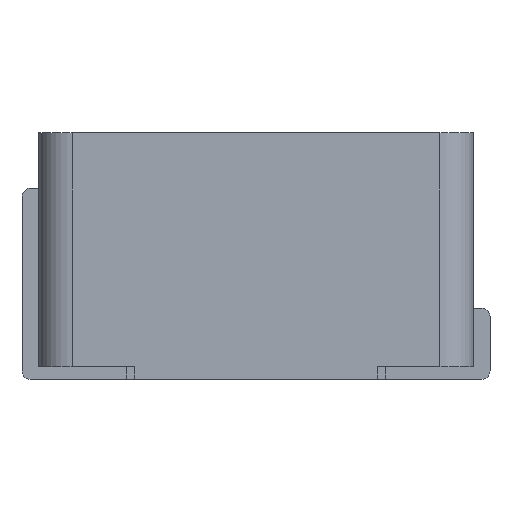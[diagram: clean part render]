
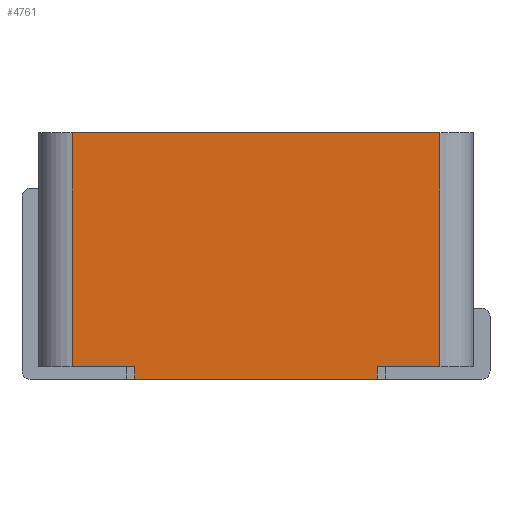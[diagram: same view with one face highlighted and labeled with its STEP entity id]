
A CAD part, left-side view. The second image highlights one B-rep face of the part: STEP entity #4761.
In plain terms, the highlighted planar face has unit normal (-1, 0, 0).
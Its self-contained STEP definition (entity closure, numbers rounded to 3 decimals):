
#55=LINE('',#6282,#408);
#115=LINE('',#7481,#468);
#116=LINE('',#7483,#469);
#117=LINE('',#7485,#470);
#118=LINE('',#7487,#471);
#119=LINE('',#7489,#472);
#120=LINE('',#7491,#473);
#121=LINE('',#7493,#474);
#408=VECTOR('',#5153,1000.);
#468=VECTOR('',#5257,1000.);
#469=VECTOR('',#5258,1000.);
#470=VECTOR('',#5259,1000.);
#471=VECTOR('',#5260,1000.);
#472=VECTOR('',#5261,1000.);
#473=VECTOR('',#5262,1000.);
#474=VECTOR('',#5263,1000.);
#987=ORIENTED_EDGE('',*,*,#1995,.T.);
#988=ORIENTED_EDGE('',*,*,#1915,.T.);
#989=ORIENTED_EDGE('',*,*,#1996,.T.);
#990=ORIENTED_EDGE('',*,*,#1997,.T.);
#991=ORIENTED_EDGE('',*,*,#1998,.T.);
#992=ORIENTED_EDGE('',*,*,#1999,.T.);
#993=ORIENTED_EDGE('',*,*,#2000,.F.);
#994=ORIENTED_EDGE('',*,*,#2001,.T.);
#1915=EDGE_CURVE('',#2429,#2428,#55,.T.);
#1995=EDGE_CURVE('',#2496,#2429,#115,.F.);
#1996=EDGE_CURVE('',#2428,#2497,#116,.T.);
#1997=EDGE_CURVE('',#2497,#2498,#117,.T.);
#1998=EDGE_CURVE('',#2498,#2499,#118,.T.);
#1999=EDGE_CURVE('',#2499,#2500,#119,.T.);
#2000=EDGE_CURVE('',#2501,#2500,#120,.T.);
#2001=EDGE_CURVE('',#2501,#2496,#121,.T.);
#2428=VERTEX_POINT('',#6281);
#2429=VERTEX_POINT('',#6283);
#2496=VERTEX_POINT('',#7482);
#2497=VERTEX_POINT('',#7484);
#2498=VERTEX_POINT('',#7486);
#2499=VERTEX_POINT('',#7488);
#2500=VERTEX_POINT('',#7490);
#2501=VERTEX_POINT('',#7492);
#2827=EDGE_LOOP('',(#987,#988,#989,#990,#991,#992,#993,#994));
#3046=FACE_BOUND('',#2827,.T.);
#3245=PLANE('',#4969);
#4761=ADVANCED_FACE('',(#3046),#3245,.F.);
#4969=AXIS2_PLACEMENT_3D('',#7480,#5255,#5256);
#5153=DIRECTION('',(0.,1.,0.));
#5255=DIRECTION('',(1.,0.,0.));
#5256=DIRECTION('',(0.,0.,-1.));
#5257=DIRECTION('',(0.,0.,-1.));
#5258=DIRECTION('',(0.,0.,-1.));
#5259=DIRECTION('',(0.,-1.,0.));
#5260=DIRECTION('',(0.,0.,-1.));
#5261=DIRECTION('',(0.,-1.,0.));
#5262=DIRECTION('',(0.,0.,-1.));
#5263=DIRECTION('',(0.,-1.,0.));
#6281=CARTESIAN_POINT('',(-5.,4.4,1.3));
#6282=CARTESIAN_POINT('',(-5.,0.,1.3));
#6283=CARTESIAN_POINT('',(-5.,-4.4,1.3));
#7480=CARTESIAN_POINT('',(-5.,5.5,1.3));
#7481=CARTESIAN_POINT('',(-5.,-4.4,1.3));
#7482=CARTESIAN_POINT('',(-5.,-4.4,-4.3));
#7483=CARTESIAN_POINT('',(-5.,4.4,1.3));
#7484=CARTESIAN_POINT('',(-5.,4.4,-4.3));
#7485=CARTESIAN_POINT('',(-5.,5.5,-4.3));
#7486=CARTESIAN_POINT('',(-5.,2.9,-4.3));
#7487=CARTESIAN_POINT('',(-5.,2.9,-4.3));
#7488=CARTESIAN_POINT('',(-5.,2.9,-4.6));
#7489=CARTESIAN_POINT('',(-5.,5.5,-4.6));
#7490=CARTESIAN_POINT('',(-5.,-2.9,-4.6));
#7491=CARTESIAN_POINT('',(-5.,-2.9,-4.3));
#7492=CARTESIAN_POINT('',(-5.,-2.9,-4.3));
#7493=CARTESIAN_POINT('',(-5.,-2.9,-4.3));
